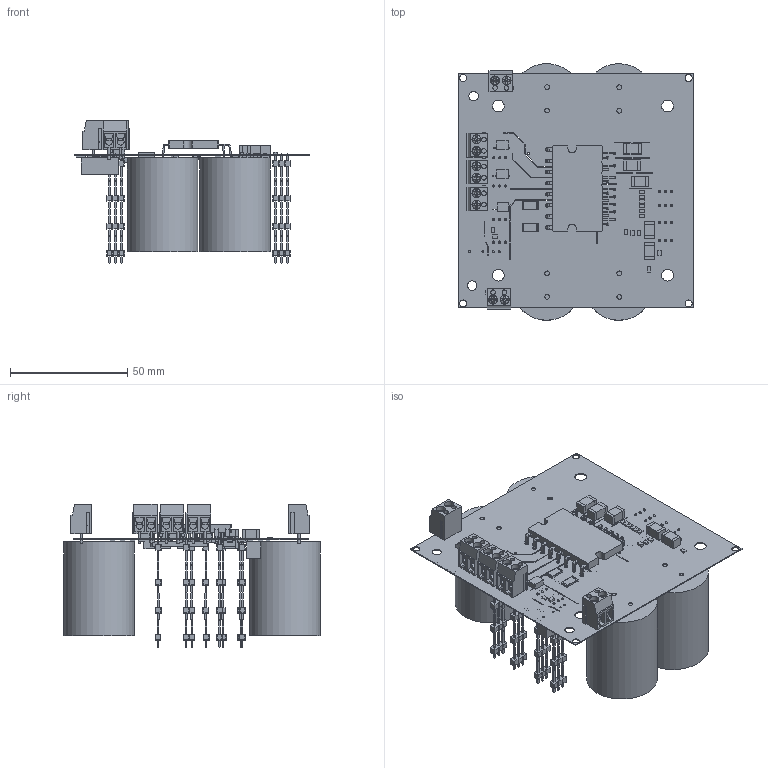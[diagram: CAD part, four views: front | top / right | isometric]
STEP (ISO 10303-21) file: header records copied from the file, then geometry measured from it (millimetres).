
FILE_DESCRIPTION(('Open CASCADE Model'),'2;1');
FILE_NAME('Open CASCADE Shape Model','2019-10-26T19:20:20',('Author'),( 'Open CASCADE'),'Open CASCADE STEP processor 6.8','Open CASCADE 6.8' ,'Unknown');
FILE_SCHEMA(('AUTOMOTIVE_DESIGN { 1 0 10303 214 1 1 1 1 }'));
Length unit declared in the file: millimetre
Products named in the file (128): PCB; Board; R11; 1052595968; Extruded; R10; P8; zl201-3_p2-54_l7-62_w2-54_h8-89; C19; 1052595832; C18; C11; 1052596240; C10; 1052596648; 1052596784; C22; 1052597056; C21; C20; D3; do35_d1-5_l3; Open CASCADE STEP translator 6.8 1.12.1.1; Open CASCADE STEP translator 6.8 1.12.1.2; D2; D1; R13; 1052596104; R15; R14; R12; C26; 1052596920; C25; C24; R17; P1; C17; C16; C15 ...
Assembly tree (235 placements, depth 5):
  PCB
    Board
    R11
      1052595968
        Extruded
    R10
      1052595968
        Extruded
    P8
      zl201-3_p2-54_l7-62_w2-54_h8-89  x4
    C19
      1052595832
        Extruded
    C18
      1052595832
        Extruded
    C11
      1052596240
        Extruded
    C10
      1052596648
        Extruded
      1052596784  x2
        Extruded
    C22
      1052597056
        Extruded
    C21
      1052596648
        Extruded
      1052596784  x2
        Extruded
    C20
      1052596648
        Extruded
      1052596784  x2
        Extruded
    D3
      do35_d1-5_l3
        Open CASCADE STEP translator 6.8 1.12.1.1
        Open CASCADE STEP translator 6.8 1.12.1.2
    D2
      do35_d1-5_l3
        Open CASCADE STEP translator 6.8 1.12.1.1
        Open CASCADE STEP translator 6.8 1.12.1.2
    D1
      do35_d1-5_l3
        Open CASCADE STEP translator 6.8 1.12.1.1
        Open CASCADE STEP translator 6.8 1.12.1.2
    R13
      1052596104
        Extruded
    R15
      1052596104
        Extruded
    R14
      1052596104
        Extruded
    R12
      1052596104
Bounding box: 100.08 x 109.25 x 61.05 mm (x, y, z)
Volume: 128126.5 mm3; surface area: 58360.2 mm2
Topology: 137 solids, 137 shells, 4566 faces, 10732 edges, 6704 vertices
Faces by surface type: plane 4273, cylinder 226, sphere 30, cone 20, torus 12, bspline 5
Full cylindrical faces by diameter (mm): 0.7 x6, 0.762 x4, 0.9 x27, 0.998 x10, 1 x15, 1.2 x10, 1.5 x8, 2 x18, 3 x14, 3.85 x10, 4 x2, 5 x4, 30 x4
Entity records: 31545 total; most frequent: CARTESIAN_POINT 4799, DIRECTION 4673, ORIENTED_EDGE 4334, EDGE_CURVE 2167, LINE 1773, VECTOR 1773, AXIS2_PLACEMENT_3D 1450, VERTEX_POINT 1418
